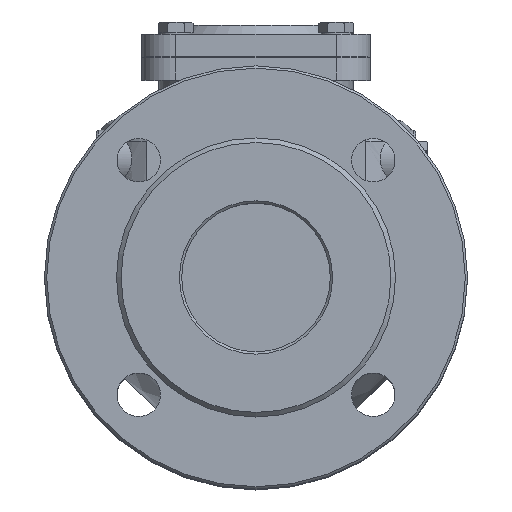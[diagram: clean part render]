
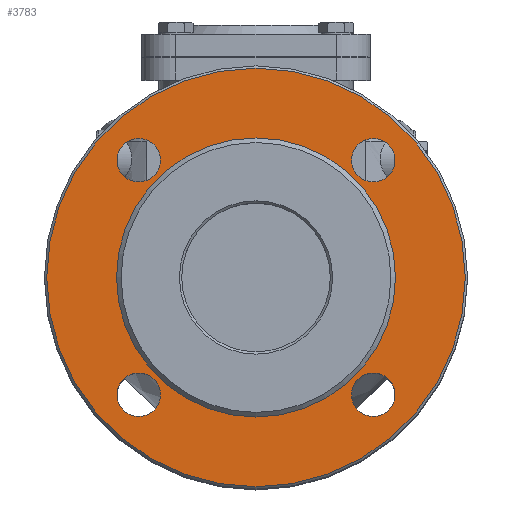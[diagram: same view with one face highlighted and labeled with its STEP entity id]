
A CAD part, top view. The second image highlights one B-rep face of the part: STEP entity #3783.
In plain terms, the highlighted planar face has unit normal (0, 0, 1).
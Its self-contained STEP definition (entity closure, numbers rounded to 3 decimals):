
#133=FACE_BOUND('',#1241,.T.);
#134=FACE_BOUND('',#1242,.T.);
#135=FACE_BOUND('',#1243,.T.);
#136=FACE_BOUND('',#1244,.T.);
#137=FACE_BOUND('',#1245,.T.);
#288=CIRCLE('',#4095,91.5);
#289=CIRCLE('',#4097,61.);
#290=CIRCLE('',#4098,9.5);
#291=CIRCLE('',#4099,9.5);
#292=CIRCLE('',#4100,9.5);
#293=CIRCLE('',#4101,9.5);
#387=PLANE('',#4096);
#987=FACE_OUTER_BOUND('',#1240,.T.);
#1240=EDGE_LOOP('',(#3272));
#1241=EDGE_LOOP('',(#3273));
#1242=EDGE_LOOP('',(#3274));
#1243=EDGE_LOOP('',(#3275));
#1244=EDGE_LOOP('',(#3276));
#1245=EDGE_LOOP('',(#3277));
#1786=VERTEX_POINT('',#8846);
#1787=VERTEX_POINT('',#8850);
#1788=VERTEX_POINT('',#8852);
#1789=VERTEX_POINT('',#8854);
#1790=VERTEX_POINT('',#8856);
#1791=VERTEX_POINT('',#8858);
#2287=EDGE_CURVE('',#1786,#1786,#288,.T.);
#2288=EDGE_CURVE('',#1787,#1787,#289,.T.);
#2289=EDGE_CURVE('',#1788,#1788,#290,.T.);
#2290=EDGE_CURVE('',#1789,#1789,#291,.T.);
#2291=EDGE_CURVE('',#1790,#1790,#292,.T.);
#2292=EDGE_CURVE('',#1791,#1791,#293,.T.);
#3272=ORIENTED_EDGE('',*,*,#2287,.F.);
#3273=ORIENTED_EDGE('',*,*,#2288,.F.);
#3274=ORIENTED_EDGE('',*,*,#2289,.F.);
#3275=ORIENTED_EDGE('',*,*,#2290,.F.);
#3276=ORIENTED_EDGE('',*,*,#2291,.F.);
#3277=ORIENTED_EDGE('',*,*,#2292,.F.);
#3783=ADVANCED_FACE('',(#987,#133,#134,#135,#136,#137),#387,.F.);
#4095=AXIS2_PLACEMENT_3D('',#8848,#4782,#4783);
#4096=AXIS2_PLACEMENT_3D('',#8849,#4784,#4785);
#4097=AXIS2_PLACEMENT_3D('',#8851,#4786,#4787);
#4098=AXIS2_PLACEMENT_3D('',#8853,#4788,#4789);
#4099=AXIS2_PLACEMENT_3D('',#8855,#4790,#4791);
#4100=AXIS2_PLACEMENT_3D('',#8857,#4792,#4793);
#4101=AXIS2_PLACEMENT_3D('',#8859,#4794,#4795);
#4782=DIRECTION('center_axis',(0.,0.,-1.));
#4783=DIRECTION('ref_axis',(1.,0.,0.));
#4784=DIRECTION('center_axis',(0.,0.,-1.));
#4785=DIRECTION('ref_axis',(-1.,0.,0.));
#4786=DIRECTION('center_axis',(0.,0.,1.));
#4787=DIRECTION('ref_axis',(-1.,0.,0.));
#4788=DIRECTION('center_axis',(0.,0.,1.));
#4789=DIRECTION('ref_axis',(1.,0.,0.));
#4790=DIRECTION('center_axis',(0.,0.,1.));
#4791=DIRECTION('ref_axis',(1.,0.,0.));
#4792=DIRECTION('center_axis',(0.,0.,1.));
#4793=DIRECTION('ref_axis',(1.,0.,0.));
#4794=DIRECTION('center_axis',(0.,0.,1.));
#4795=DIRECTION('ref_axis',(1.,0.,0.));
#8846=CARTESIAN_POINT('',(-91.5,0.,0.));
#8848=CARTESIAN_POINT('Origin',(0.,0.,0.));
#8849=CARTESIAN_POINT('Origin',(0.,0.,0.));
#8850=CARTESIAN_POINT('',(61.,0.,0.));
#8851=CARTESIAN_POINT('Origin',(0.,0.,0.));
#8852=CARTESIAN_POINT('',(-60.765,-51.265,0.));
#8853=CARTESIAN_POINT('Origin',(-51.265,-51.265,0.));
#8854=CARTESIAN_POINT('',(41.765,-51.265,0.));
#8855=CARTESIAN_POINT('Origin',(51.265,-51.265,0.));
#8856=CARTESIAN_POINT('',(41.765,51.265,0.));
#8857=CARTESIAN_POINT('Origin',(51.265,51.265,0.));
#8858=CARTESIAN_POINT('',(-60.765,51.265,0.));
#8859=CARTESIAN_POINT('Origin',(-51.265,51.265,0.));
